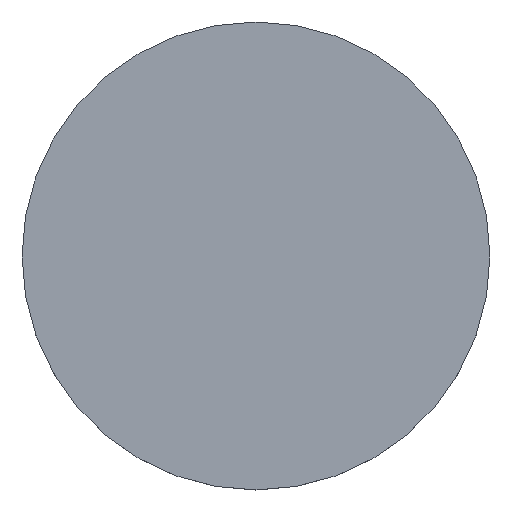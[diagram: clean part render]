
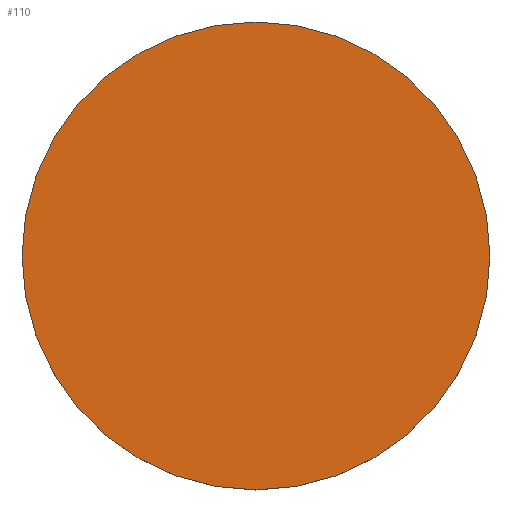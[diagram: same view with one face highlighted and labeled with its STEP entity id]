
A CAD part, top view. The second image highlights one B-rep face of the part: STEP entity #110.
In plain terms, the highlighted planar face has unit normal (0, 0, 1).
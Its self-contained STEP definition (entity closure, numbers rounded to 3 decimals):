
#19 = ORIENTED_EDGE ( 'NONE', *, *, #36, .T. ) ;
#23 = DIRECTION ( 'NONE',  ( 1., 0., 0. ) ) ;
#32 = AXIS2_PLACEMENT_3D ( 'NONE', #129, #69, #23 ) ;
#36 = EDGE_CURVE ( 'NONE', #140, #42, #46, .T. ) ;
#42 = VERTEX_POINT ( 'NONE', #77 ) ;
#46 = CIRCLE ( 'NONE', #93, 50. ) ;
#64 = DIRECTION ( 'NONE',  ( 1., 0., 0. ) ) ;
#69 = DIRECTION ( 'NONE',  ( 0., 0., 1. ) ) ;
#77 = CARTESIAN_POINT ( 'NONE',  ( 50., 0., 3.25 ) ) ;
#78 = FACE_OUTER_BOUND ( 'NONE', #136, .T. ) ;
#79 = PLANE ( 'NONE',  #32 ) ;
#93 = AXIS2_PLACEMENT_3D ( 'NONE', #162, #126, #64 ) ;
#94 = AXIS2_PLACEMENT_3D ( 'NONE', #128, #100, #103 ) ;
#98 = CIRCLE ( 'NONE', #94, 50. ) ;
#100 = DIRECTION ( 'NONE',  ( 0., 0., 1. ) ) ;
#103 = DIRECTION ( 'NONE',  ( 1., 0., 0. ) ) ;
#110 = ADVANCED_FACE ( 'NONE', ( #78 ), #79, .T. ) ;
#126 = DIRECTION ( 'NONE',  ( 0., 0., 1. ) ) ;
#127 = ORIENTED_EDGE ( 'NONE', *, *, #149, .T. ) ;
#128 = CARTESIAN_POINT ( 'NONE',  ( 0., 0., 3.25 ) ) ;
#129 = CARTESIAN_POINT ( 'NONE',  ( 0., 0., 3.25 ) ) ;
#136 = EDGE_LOOP ( 'NONE', ( #19, #127 ) ) ;
#140 = VERTEX_POINT ( 'NONE', #143 ) ;
#143 = CARTESIAN_POINT ( 'NONE',  ( -50., 0., 3.25 ) ) ;
#149 = EDGE_CURVE ( 'NONE', #42, #140, #98, .T. ) ;
#162 = CARTESIAN_POINT ( 'NONE',  ( 0., 0., 3.25 ) ) ;
